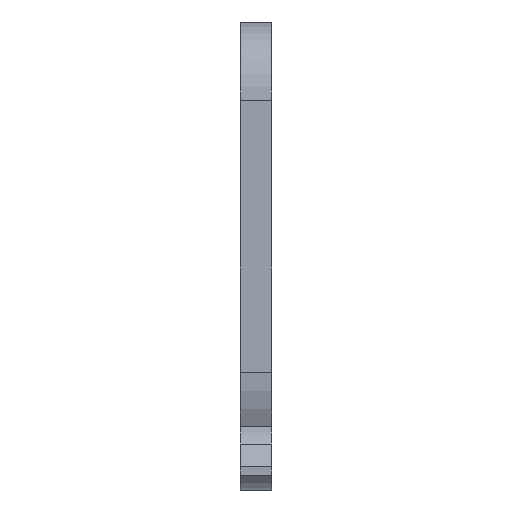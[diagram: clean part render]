
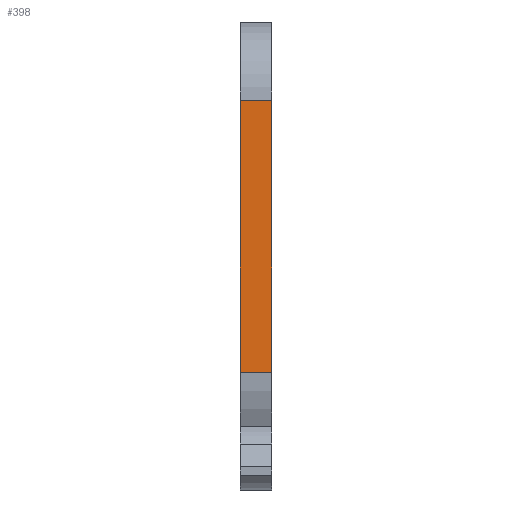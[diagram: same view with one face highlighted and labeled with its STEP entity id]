
A CAD part, left-side view. The second image highlights one B-rep face of the part: STEP entity #398.
In plain terms, the highlighted planar face has unit normal (-1, 0, 0).
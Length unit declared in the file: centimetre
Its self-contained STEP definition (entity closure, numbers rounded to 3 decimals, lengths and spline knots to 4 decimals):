
#41 = EDGE_CURVE ( 'NONE', #1596, #1892, #430, .T. ) ;
#153 = ORIENTED_EDGE ( 'NONE', *, *, #1698, .F. ) ;
#202 = CARTESIAN_POINT ( 'NONE',  ( -15.8625, 0., -5.25 ) ) ;
#232 = CARTESIAN_POINT ( 'NONE',  ( -15.8625, 0., 6.9837 ) ) ;
#398 = ADVANCED_FACE ( 'NONE', ( #618 ), #754, .F. ) ;
#430 = LINE ( 'NONE', #2114, #2005 ) ;
#536 = DIRECTION ( 'NONE',  ( 0., 0., 1. ) ) ;
#581 = DIRECTION ( 'NONE',  ( 0., 0., -1. ) ) ;
#618 = FACE_OUTER_BOUND ( 'NONE', #1585, .T. ) ;
#631 = CARTESIAN_POINT ( 'NONE',  ( -15.8625, 0., -6.9838 ) ) ;
#667 = VECTOR ( 'NONE', #942, 100. ) ;
#687 = VERTEX_POINT ( 'NONE', #202 ) ;
#753 = ORIENTED_EDGE ( 'NONE', *, *, #845, .T. ) ;
#754 = PLANE ( 'NONE',  #2155 ) ;
#825 = CARTESIAN_POINT ( 'NONE',  ( -15.8625, 0.2, 6.9837 ) ) ;
#845 = EDGE_CURVE ( 'NONE', #1892, #687, #894, .T. ) ;
#894 = LINE ( 'NONE', #232, #2128 ) ;
#942 = DIRECTION ( 'NONE',  ( 0., 1., 0. ) ) ;
#1026 = EDGE_CURVE ( 'NONE', #687, #1651, #2146, .T. ) ;
#1048 = CARTESIAN_POINT ( 'NONE',  ( -15.8625, 0.2, -5.25 ) ) ;
#1176 = ORIENTED_EDGE ( 'NONE', *, *, #41, .T. ) ;
#1297 = DIRECTION ( 'NONE',  ( 1., 0., 0. ) ) ;
#1457 = CARTESIAN_POINT ( 'NONE',  ( -15.8625, 0.2, -5.25 ) ) ;
#1474 = CARTESIAN_POINT ( 'NONE',  ( -15.8625, 0.2, 6.9837 ) ) ;
#1478 = VECTOR ( 'NONE', #1502, 100. ) ;
#1502 = DIRECTION ( 'NONE',  ( 0., 0., 1. ) ) ;
#1513 = LINE ( 'NONE', #825, #1478 ) ;
#1566 = CARTESIAN_POINT ( 'NONE',  ( -15.8625, 0.2, -6.9838 ) ) ;
#1573 = ORIENTED_EDGE ( 'NONE', *, *, #1026, .T. ) ;
#1585 = EDGE_LOOP ( 'NONE', ( #753, #1573, #153, #1176 ) ) ;
#1596 = VERTEX_POINT ( 'NONE', #1566 ) ;
#1651 = VERTEX_POINT ( 'NONE', #1048 ) ;
#1698 = EDGE_CURVE ( 'NONE', #1596, #1651, #1513, .T. ) ;
#1892 = VERTEX_POINT ( 'NONE', #631 ) ;
#1980 = DIRECTION ( 'NONE',  ( 0., -1., 0. ) ) ;
#2005 = VECTOR ( 'NONE', #1980, 100. ) ;
#2114 = CARTESIAN_POINT ( 'NONE',  ( -15.8625, 0.2, -6.9838 ) ) ;
#2128 = VECTOR ( 'NONE', #536, 100. ) ;
#2146 = LINE ( 'NONE', #1457, #667 ) ;
#2155 = AXIS2_PLACEMENT_3D ( 'NONE', #1474, #1297, #581 ) ;
